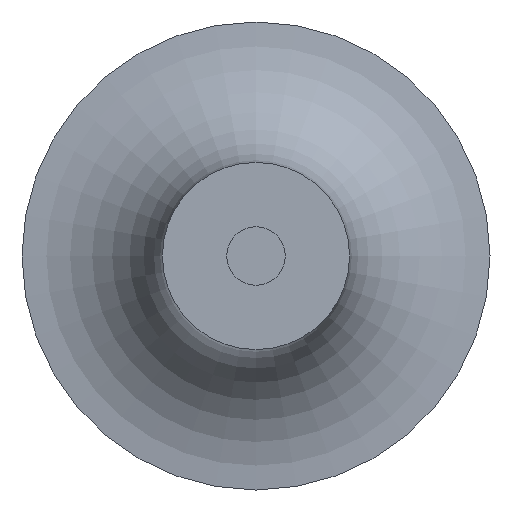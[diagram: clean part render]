
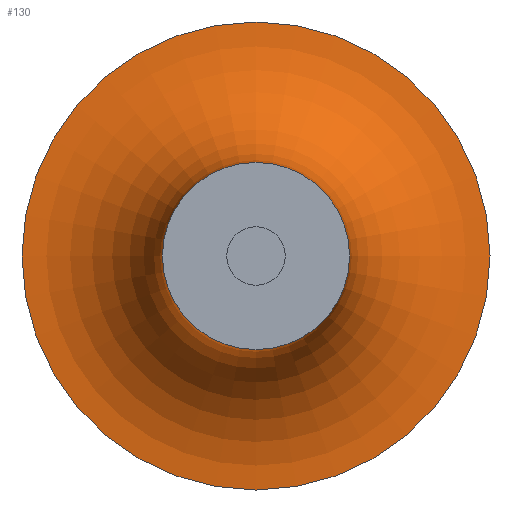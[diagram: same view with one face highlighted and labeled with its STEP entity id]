
A CAD part, front view. The second image highlights one B-rep face of the part: STEP entity #130.
In plain terms, the highlighted toroidal (fillet/blend) face has major radius 10 mm and minor radius 6 mm.
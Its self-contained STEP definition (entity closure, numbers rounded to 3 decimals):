
#35=FACE_OUTER_BOUND('',#45,.T.);
#45=EDGE_LOOP('',(#97,#98,#99,#100,#101,#102));
#58=CIRCLE('',#155,4.);
#59=CIRCLE('',#156,4.);
#60=CIRCLE('',#157,6.);
#61=CIRCLE('',#158,10.);
#62=CIRCLE('',#159,10.);
#70=VERTEX_POINT('',#228);
#71=VERTEX_POINT('',#229);
#72=VERTEX_POINT('',#232);
#73=VERTEX_POINT('',#234);
#81=EDGE_CURVE('',#70,#71,#58,.T.);
#82=EDGE_CURVE('',#71,#70,#59,.T.);
#83=EDGE_CURVE('',#71,#72,#60,.T.);
#84=EDGE_CURVE('',#73,#72,#61,.T.);
#85=EDGE_CURVE('',#72,#73,#62,.T.);
#97=ORIENTED_EDGE('',*,*,#81,.F.);
#98=ORIENTED_EDGE('',*,*,#82,.F.);
#99=ORIENTED_EDGE('',*,*,#83,.T.);
#100=ORIENTED_EDGE('',*,*,#84,.F.);
#101=ORIENTED_EDGE('',*,*,#85,.F.);
#102=ORIENTED_EDGE('',*,*,#83,.F.);
#129=TOROIDAL_SURFACE('',#154,10.,6.);
#130=ADVANCED_FACE('',(#35),#129,.F.);
#154=AXIS2_PLACEMENT_3D('',#227,#178,#179);
#155=AXIS2_PLACEMENT_3D('',#230,#180,#181);
#156=AXIS2_PLACEMENT_3D('',#231,#182,#183);
#157=AXIS2_PLACEMENT_3D('',#233,#184,#185);
#158=AXIS2_PLACEMENT_3D('',#235,#186,#187);
#159=AXIS2_PLACEMENT_3D('',#236,#188,#189);
#178=DIRECTION('center_axis',(0.,1.,0.));
#179=DIRECTION('ref_axis',(0.,0.,1.));
#180=DIRECTION('center_axis',(0.,-1.,0.));
#181=DIRECTION('ref_axis',(1.,0.,0.));
#182=DIRECTION('center_axis',(0.,-1.,0.));
#183=DIRECTION('ref_axis',(1.,0.,0.));
#184=DIRECTION('center_axis',(-1.,0.,0.));
#185=DIRECTION('ref_axis',(0.,0.,-1.));
#186=DIRECTION('center_axis',(0.,1.,0.));
#187=DIRECTION('ref_axis',(1.,0.,0.));
#188=DIRECTION('center_axis',(0.,1.,0.));
#189=DIRECTION('ref_axis',(1.,0.,0.));
#227=CARTESIAN_POINT('Origin',(0.,-6.,0.));
#228=CARTESIAN_POINT('',(-4.,-6.,0.));
#229=CARTESIAN_POINT('',(0.,-6.,-4.));
#230=CARTESIAN_POINT('Origin',(0.,-6.,0.));
#231=CARTESIAN_POINT('Origin',(0.,-6.,0.));
#232=CARTESIAN_POINT('',(0.,0.,-10.));
#233=CARTESIAN_POINT('Origin',(0.,-6.,-10.));
#234=CARTESIAN_POINT('',(-10.,0.,0.));
#235=CARTESIAN_POINT('Origin',(0.,0.,0.));
#236=CARTESIAN_POINT('Origin',(0.,0.,0.));
